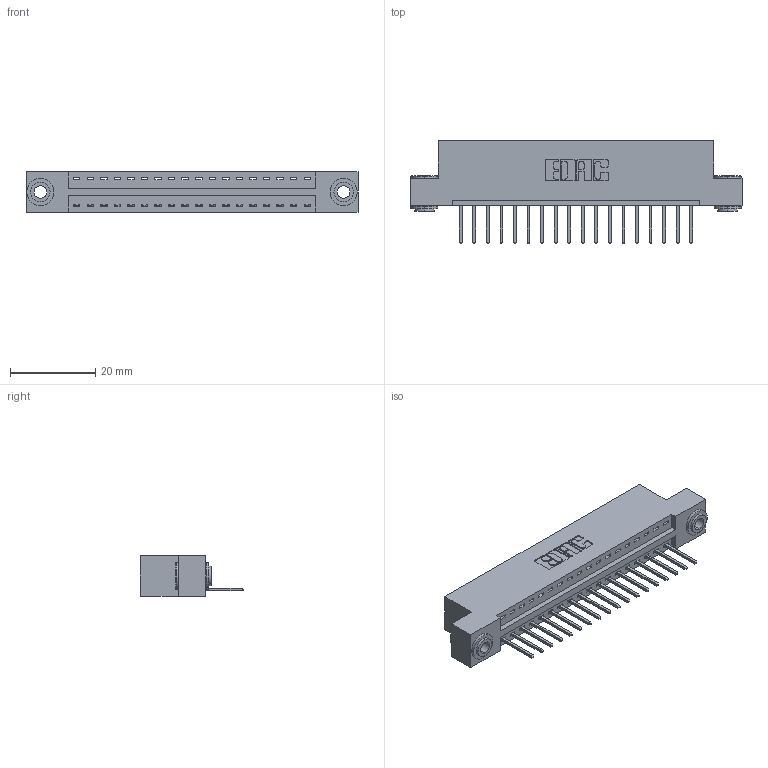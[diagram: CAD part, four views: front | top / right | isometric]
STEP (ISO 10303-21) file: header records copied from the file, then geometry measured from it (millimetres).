
FILE_DESCRIPTION (( 'STEP AP203' ), '1' );
FILE_NAME ('346-018-526-103.STEP', '2022-05-05T14:08:53', ( '' ), ( '' ), 'SwSTEP 2.0', 'SolidWorks 2020', '' );
FILE_SCHEMA (( 'CONFIG_CONTROL_DESIGN' ));
Length unit declared in the file: inch
Products named in the file (4): 346-018-526-103; 346 Part_Flush Mounting Lugs - 0.156 Dia-TH; 345-250-002_345-250-002-102; 345-292-001_345-293-126
Assembly tree (21 placements, depth 2):
  346-018-526-103
    346 Part_Flush Mounting Lugs - 0.156 Dia-TH
    345-292-001_345-293-126  x18
    345-250-002_345-250-002-102  x2
Bounding box: 77.72 x 24.13 x 9.4 mm (x, y, z)
Volume: 7261.5 mm3; surface area: 9050.9 mm2
Topology: 21 solids, 21 shells, 1218 faces, 3609 edges, 2378 vertices
Faces by surface type: plane 820, cylinder 390, cone 8
Entity records: 15486 total; most frequent: CARTESIAN_POINT 2643, ORIENTED_EDGE 2586, DIRECTION 2391, EDGE_CURVE 1293, LINE 1065, VECTOR 1065, VERTEX_POINT 858, AXIS2_PLACEMENT_3D 663
